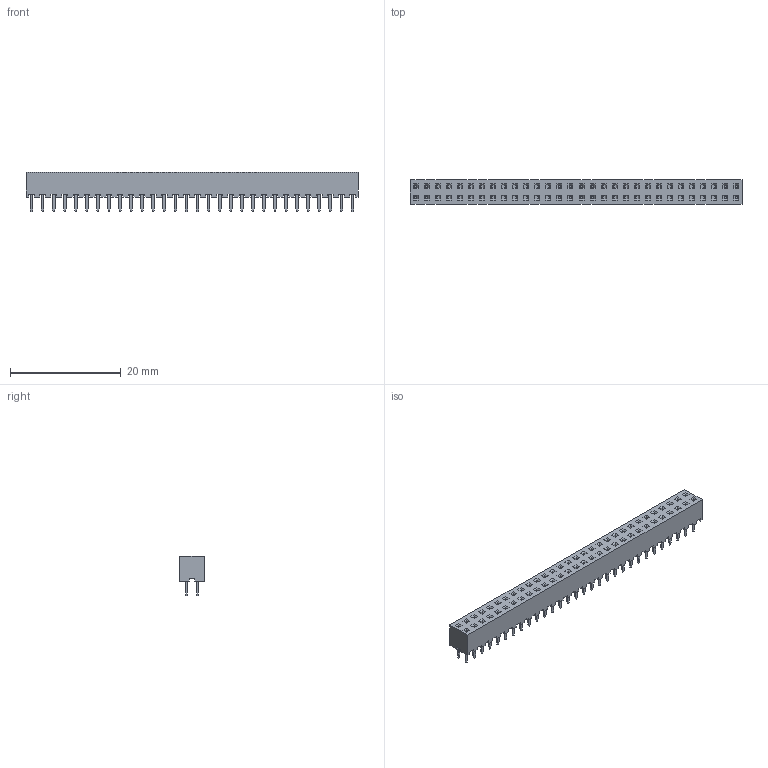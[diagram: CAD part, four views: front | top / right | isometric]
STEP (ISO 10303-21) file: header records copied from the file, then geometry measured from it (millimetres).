
FILE_DESCRIPTION (( 'STEP AP214' ), '1' );
FILE_NAME ('HDR2.0 2x30 H4.3.STEP', '2022-08-22T01:25:16', ( '' ), ( '' ), 'SwSTEP 2.0', 'SolidWorks 2021', '' );
FILE_SCHEMA (( 'AUTOMOTIVE_DESIGN' ));
Length unit declared in the file: millimetre
Products named in the file (1): HDR2.0 2x30 H4.3
Bounding box: 60 x 4.5 x 7.1 mm (x, y, z)
Volume: 1094.7 mm3; surface area: 1882.7 mm2
Topology: 1 solids, 1 shells, 1210 faces, 3024 edges, 1936 vertices
Faces by surface type: plane 1210
Entity records: 39622 total; most frequent: CARTESIAN_POINT 6171, ORIENTED_EDGE 6048, DIRECTION 5446, EDGE_CURVE 3024, VECTOR 3024, LINE 3024, VERTEX_POINT 1936, EDGE_LOOP 1330
